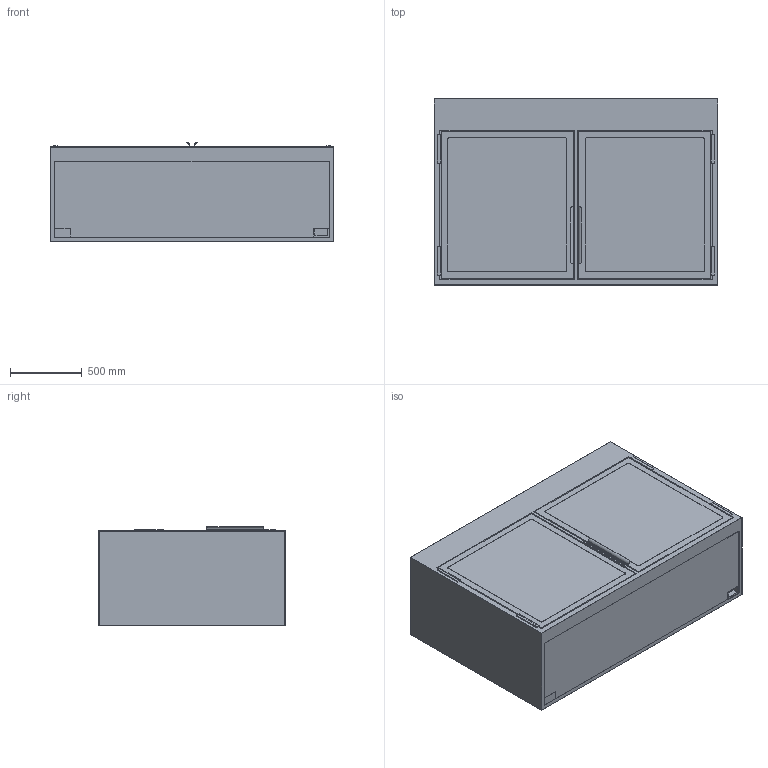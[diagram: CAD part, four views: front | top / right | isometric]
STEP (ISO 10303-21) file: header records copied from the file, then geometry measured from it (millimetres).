
FILE_DESCRIPTION (( 'STEP AP214' ), '1' );
FILE_NAME ('FRS-FB-198-Z.step', '2024-11-06T13:33:35', ( '' ), ( '' ), 'SwSTEP 2.0', 'SolidWorks 2023', '' );
FILE_SCHEMA (( 'AUTOMOTIVE_DESIGN' ));
Length unit declared in the file: millimetre
Products named in the file (4): 19-10-41780_S-FRS-198 Korpus; FRS-FB-198-Z; 19-10-41790_BORD-1980-660; 19-10-41790_FG-190-1980-660
Assembly tree (5 placements, depth 2):
  FRS-FB-198-Z
    19-10-41780_S-FRS-198 Korpus
    19-10-41790_BORD-1980-660  x2
    19-10-41790_FG-190-1980-660  x2
Bounding box: 1980 x 1300 x 690 mm (x, y, z)
Volume: 418094022.7 mm3; surface area: 22075682.8 mm2
Topology: 16 solids, 16 shells, 322 faces, 827 edges, 532 vertices
Faces by surface type: plane 232, cylinder 78, sphere 8, torus 4
Entity records: 8822 total; most frequent: CARTESIAN_POINT 1727, ORIENTED_EDGE 1424, DIRECTION 1398, EDGE_CURVE 712, VECTOR 572, LINE 572, VERTEX_POINT 462, AXIS2_PLACEMENT_3D 413
